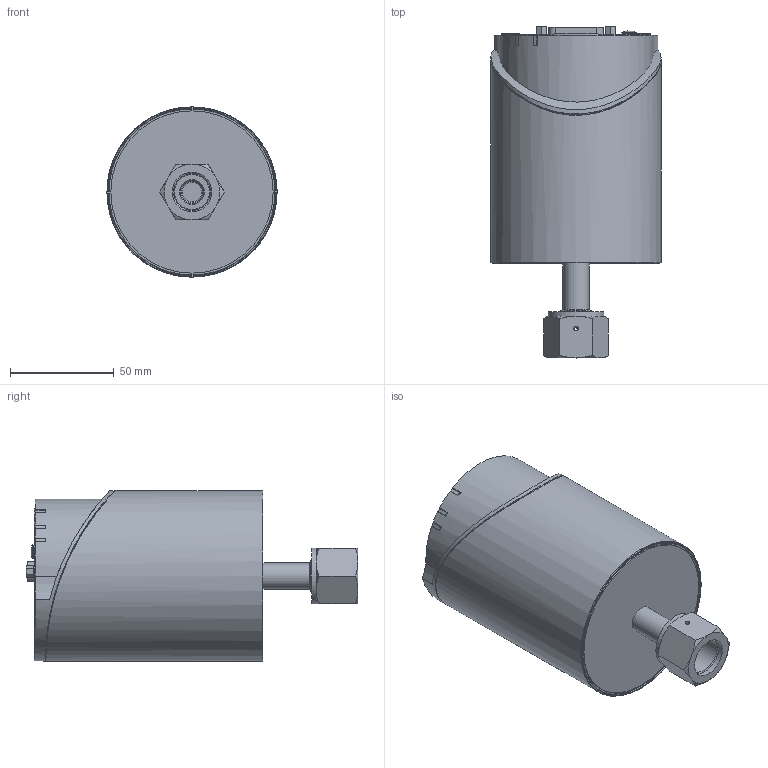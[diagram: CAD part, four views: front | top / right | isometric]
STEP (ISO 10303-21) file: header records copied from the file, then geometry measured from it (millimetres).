
FILE_DESCRIPTION(/* description */ (''),/* implementation_level */ '2;1');
FILE_NAME(/* name */ 'MCDG045D_8VCR_ECAT_II.stp',/* time_stamp */ '2018-09-27T15:29:06+02:00',/* author */ ('STUJ'),/* organization */ (''),/* preprocessor_version */ 'ST-DEVELOPER v17',/* originating_system */ 'Autodesk Inventor 2018',/* authorisation */ '');
FILE_SCHEMA (('AUTOMOTIVE_DESIGN { 1 0 10303 214 3 1 1 }'));
Length unit declared in the file: millimetre
Products named in the file (1): Bauteil1
Bounding box: 82 x 159.97 x 82 mm (x, y, z)
Volume: 577562.6 mm3; surface area: 50066.2 mm2
Topology: 1 solids, 1 shells, 684 faces, 1844 edges, 1188 vertices
Faces by surface type: plane 361, cylinder 231, cone 29, sphere 27, bspline 26, torus 10
Full cylindrical faces by diameter (mm): 1 x15, 1.5 x2, 2.156 x2, 2.286 x2, 2.845 x2, 3 x3, 3.2 x6, 3.5 x2, 4 x1, 4.5 x1, 7 x1, 9.6 x1, 10.16 x1, 10.2 x1, 10.6 x1, 11.5 x1, 12.7 x1, 14.46 x1, 15.494 x1, 17.78 x1, 19.05 x1, 26.988 x1, 78.2 x1, 80 x1, 82 x2
Entity records: 23978 total; most frequent: CARTESIAN_POINT 5761, ORIENTED_EDGE 3650, DIRECTION 3649, EDGE_CURVE 1825, AXIS2_PLACEMENT_3D 1288, VERTEX_POINT 1189, LINE 1073, VECTOR 1073
